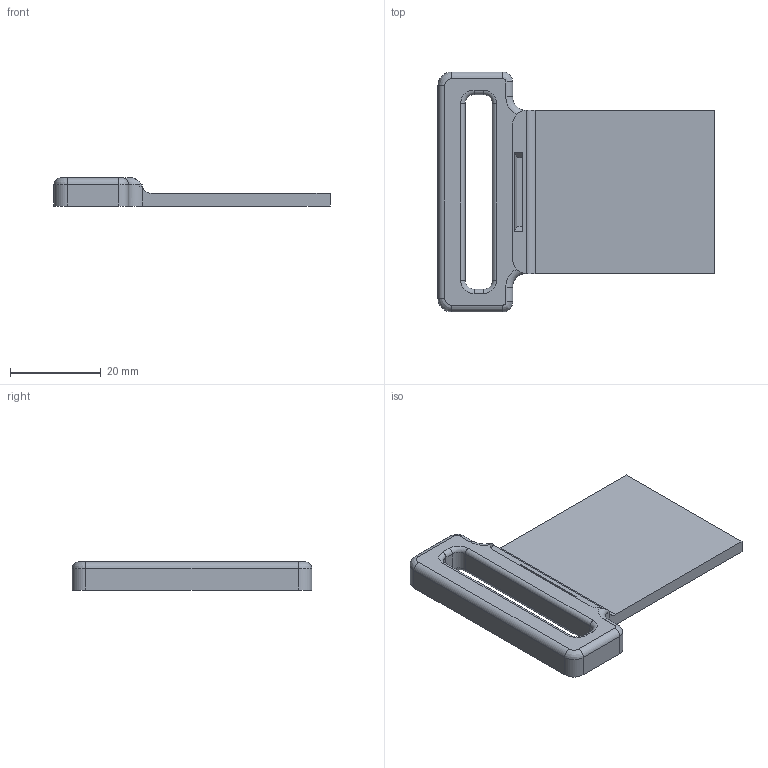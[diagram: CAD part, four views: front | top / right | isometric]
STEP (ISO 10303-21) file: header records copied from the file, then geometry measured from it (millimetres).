
FILE_DESCRIPTION(/* description */ (''),/* implementation_level */ '2;1');
FILE_NAME(/* name */ 'clip_2_1.step',/* time_stamp */ '2020-09-24T11:48:34+02:00',/* author */ (''),/* organization */ (''),/* preprocessor_version */ 'ST-DEVELOPER v18.1',/* originating_system */ 'Autodesk Translation Framework v9.3.0.1241',/* authorisation */ '');
FILE_SCHEMA (('AUTOMOTIVE_DESIGN { 1 0 10303 214 3 1 1 }'));
Length unit declared in the file: millimetre
Products named in the file (1): clip_2_1
Bounding box: 61 x 53 x 6.2 mm (x, y, z)
Volume: 8389.4 mm3; surface area: 6004.3 mm2
Topology: 1 solids, 1 shells, 62 faces, 151 edges, 92 vertices
Faces by surface type: cylinder 26, plane 22, torus 10, bspline 4
Entity records: 1892 total; most frequent: CARTESIAN_POINT 370, DIRECTION 333, ORIENTED_EDGE 302, EDGE_CURVE 151, AXIS2_PLACEMENT_3D 127, VERTEX_POINT 92, LINE 79, VECTOR 79
